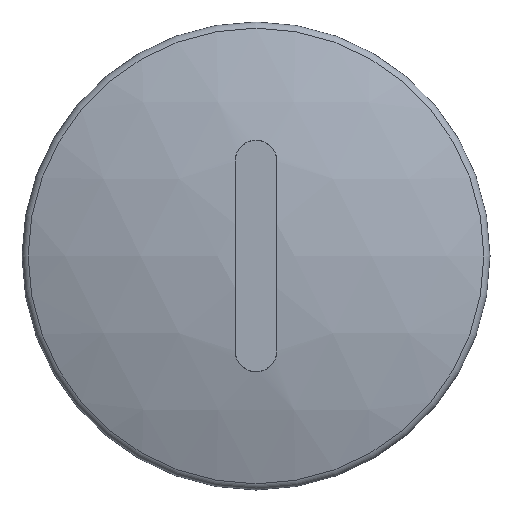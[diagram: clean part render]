
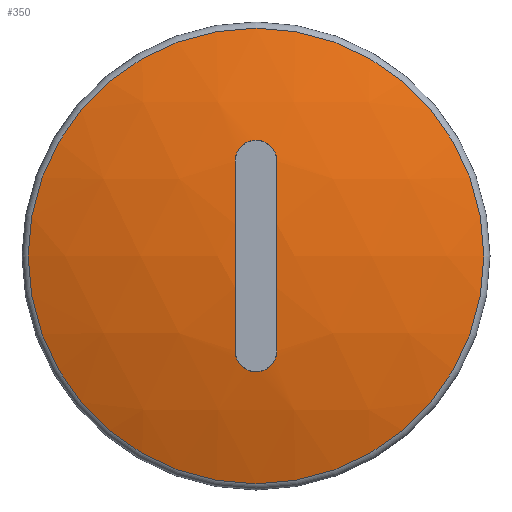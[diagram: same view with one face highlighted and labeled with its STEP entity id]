
A CAD part, left-side view. The second image highlights one B-rep face of the part: STEP entity #350.
In plain terms, the highlighted spherical face has radius 36.57 mm.
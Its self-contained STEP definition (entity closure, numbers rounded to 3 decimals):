
#47=SPHERICAL_SURFACE('',#390,36.57);
#75=FACE_BOUND('',#115,.T.);
#85=FACE_OUTER_BOUND('',#114,.T.);
#114=EDGE_LOOP('',(#270));
#115=EDGE_LOOP('',(#271,#272,#273,#274));
#142=CIRCLE('',#389,12.242);
#143=CIRCLE('',#391,36.553);
#144=CIRCLE('',#392,36.553);
#161=B_SPLINE_CURVE_WITH_KNOTS('',3,(#1056,#1057,#1058,#1059,#1060,#1061,
#1062,#1063,#1064,#1065,#1066,#1067,#1068,#1069,#1070,#1071,#1072,#1073),
 .UNSPECIFIED.,.F.,.F.,(4,2,2,2,2,2,2,2,4),(0.17,0.213,
0.256,0.298,0.341,0.383,
0.425,0.468,0.511),.UNSPECIFIED.);
#162=B_SPLINE_CURVE_WITH_KNOTS('',3,(#1076,#1077,#1078,#1079,#1080,#1081,
#1082,#1083,#1084,#1085,#1086,#1087,#1088,#1089,#1090,#1091,#1092,#1093,
#1094),.UNSPECIFIED.,.F.,.F.,(4,2,2,2,3,2,2,2,4),(-0.17,-0.128,
-0.085,-0.042,0.,0.042,0.085,
0.128,0.17),.UNSPECIFIED.);
#176=VERTEX_POINT('',#1049);
#177=VERTEX_POINT('',#1052);
#178=VERTEX_POINT('',#1053);
#179=VERTEX_POINT('',#1055);
#180=VERTEX_POINT('',#1074);
#213=EDGE_CURVE('',#176,#176,#142,.T.);
#214=EDGE_CURVE('',#177,#178,#143,.T.);
#215=EDGE_CURVE('',#178,#179,#161,.T.);
#216=EDGE_CURVE('',#179,#180,#144,.T.);
#217=EDGE_CURVE('',#180,#177,#162,.T.);
#270=ORIENTED_EDGE('',*,*,#213,.F.);
#271=ORIENTED_EDGE('',*,*,#214,.T.);
#272=ORIENTED_EDGE('',*,*,#215,.T.);
#273=ORIENTED_EDGE('',*,*,#216,.T.);
#274=ORIENTED_EDGE('',*,*,#217,.T.);
#350=ADVANCED_FACE('',(#85,#75),#47,.T.);
#389=AXIS2_PLACEMENT_3D('',#1050,#451,#452);
#390=AXIS2_PLACEMENT_3D('',#1051,#453,#454);
#391=AXIS2_PLACEMENT_3D('',#1054,#455,#456);
#392=AXIS2_PLACEMENT_3D('',#1075,#457,#458);
#451=DIRECTION('center_axis',(1.,0.,0.));
#452=DIRECTION('ref_axis',(0.,-1.,0.));
#453=DIRECTION('center_axis',(0.,0.,1.));
#454=DIRECTION('ref_axis',(1.,0.,0.));
#455=DIRECTION('center_axis',(0.,-1.,0.));
#456=DIRECTION('ref_axis',(0.,0.,1.));
#457=DIRECTION('center_axis',(0.,1.,0.));
#458=DIRECTION('ref_axis',(0.,0.,-1.));
#1049=CARTESIAN_POINT('',(-7.89,12.242,0.));
#1050=CARTESIAN_POINT('Origin',(-7.89,0.,
0.));
#1051=CARTESIAN_POINT('Origin',(26.57,0.,0.));
#1052=CARTESIAN_POINT('',(-9.625,-1.125,5.1));
#1053=CARTESIAN_POINT('',(-9.625,-1.125,-5.1));
#1054=CARTESIAN_POINT('Origin',(26.57,-1.125,0.));
#1055=CARTESIAN_POINT('',(-9.625,1.125,-5.1));
#1056=CARTESIAN_POINT('Ctrl Pts',(-9.625,-1.125,-5.1));
#1057=CARTESIAN_POINT('Ctrl Pts',(-9.605,-1.125,-5.241));
#1058=CARTESIAN_POINT('Ctrl Pts',(-9.584,-1.097,-5.392));
#1059=CARTESIAN_POINT('Ctrl Pts',(-9.545,-0.982,
-5.67));
#1060=CARTESIAN_POINT('Ctrl Pts',(-9.527,-0.895,
-5.797));
#1061=CARTESIAN_POINT('Ctrl Pts',(-9.499,-0.694,
-5.996));
#1062=CARTESIAN_POINT('Ctrl Pts',(-9.486,-0.568,
-6.082));
#1063=CARTESIAN_POINT('Ctrl Pts',(-9.47,-0.292,
-6.197));
#1064=CARTESIAN_POINT('Ctrl Pts',(-9.466,-0.141,
-6.225));
#1065=CARTESIAN_POINT('Ctrl Pts',(-9.466,0.141,-6.225));
#1066=CARTESIAN_POINT('Ctrl Pts',(-9.47,0.292,-6.197));
#1067=CARTESIAN_POINT('Ctrl Pts',(-9.486,0.568,-6.082));
#1068=CARTESIAN_POINT('Ctrl Pts',(-9.499,0.694,-5.996));
#1069=CARTESIAN_POINT('Ctrl Pts',(-9.527,0.895,-5.797));
#1070=CARTESIAN_POINT('Ctrl Pts',(-9.545,0.982,-5.67));
#1071=CARTESIAN_POINT('Ctrl Pts',(-9.584,1.097,-5.392));
#1072=CARTESIAN_POINT('Ctrl Pts',(-9.605,1.125,-5.241));
#1073=CARTESIAN_POINT('Ctrl Pts',(-9.625,1.125,-5.1));
#1074=CARTESIAN_POINT('',(-9.625,1.125,5.1));
#1075=CARTESIAN_POINT('Origin',(26.57,1.125,0.));
#1076=CARTESIAN_POINT('Ctrl Pts',(-9.625,1.125,5.1));
#1077=CARTESIAN_POINT('Ctrl Pts',(-9.605,1.125,5.241));
#1078=CARTESIAN_POINT('Ctrl Pts',(-9.584,1.097,5.392));
#1079=CARTESIAN_POINT('Ctrl Pts',(-9.545,0.982,5.67));
#1080=CARTESIAN_POINT('Ctrl Pts',(-9.527,0.895,5.797));
#1081=CARTESIAN_POINT('Ctrl Pts',(-9.499,0.694,5.996));
#1082=CARTESIAN_POINT('Ctrl Pts',(-9.486,0.568,6.082));
#1083=CARTESIAN_POINT('Ctrl Pts',(-9.47,0.292,6.197));
#1084=CARTESIAN_POINT('Ctrl Pts',(-9.466,0.141,6.225));
#1085=CARTESIAN_POINT('Ctrl Pts',(-9.466,0.,
6.225));
#1086=CARTESIAN_POINT('Ctrl Pts',(-9.466,-0.141,
6.225));
#1087=CARTESIAN_POINT('Ctrl Pts',(-9.47,-0.292,
6.197));
#1088=CARTESIAN_POINT('Ctrl Pts',(-9.486,-0.568,
6.082));
#1089=CARTESIAN_POINT('Ctrl Pts',(-9.499,-0.694,
5.996));
#1090=CARTESIAN_POINT('Ctrl Pts',(-9.527,-0.895,5.797));
#1091=CARTESIAN_POINT('Ctrl Pts',(-9.545,-0.982,
5.67));
#1092=CARTESIAN_POINT('Ctrl Pts',(-9.584,-1.097,5.392));
#1093=CARTESIAN_POINT('Ctrl Pts',(-9.605,-1.125,5.241));
#1094=CARTESIAN_POINT('Ctrl Pts',(-9.625,-1.125,5.1));
